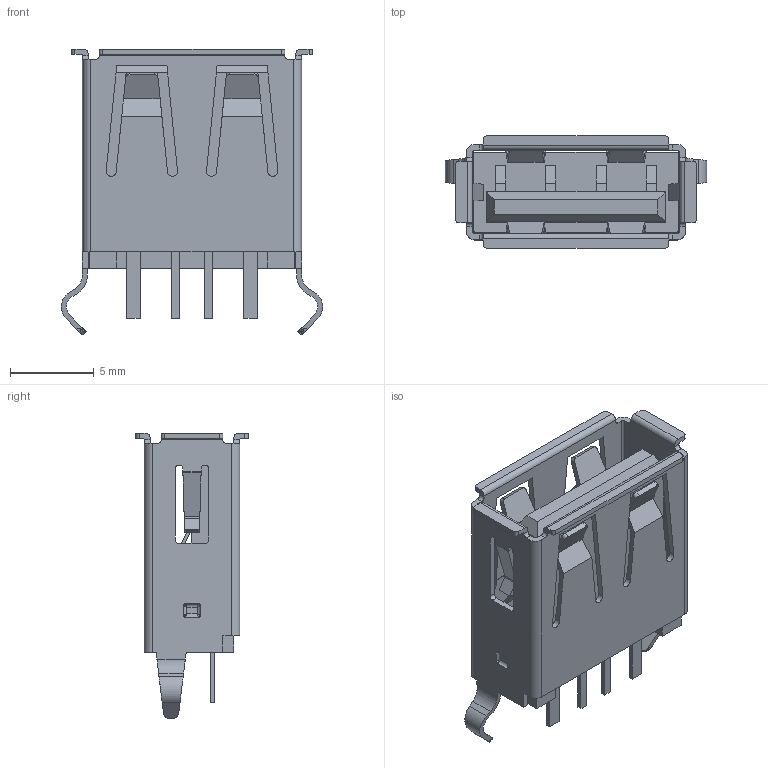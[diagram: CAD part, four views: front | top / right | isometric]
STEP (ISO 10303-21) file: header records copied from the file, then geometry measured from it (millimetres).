
FILE_DESCRIPTION(/* description */ ('STEP AP214'),/* implementation_level */ '2;1');
FILE_NAME(/* name */ '916-252A1022Y10210.step',/* time_stamp */ '2024-11-12T09:48:56+08:00',/* author */ (''),/* organization */ (''),/* preprocessor_version */ 'ST-DEVELOPER v20',/* originating_system */ 'Autodesk Translation Framework v13.20.0.188',/* authorisation */ '');
FILE_SCHEMA (('AUTOMOTIVE_DESIGN { 1 0 10303 214 3 1 1 }'));
Length unit declared in the file: millimetre
Products named in the file (1): USB-A-TH_916-252A1022Y10210
Bounding box: 15.61 x 6.7 x 17.08 mm (x, y, z)
Volume: 472.8 mm3; surface area: 1528.4 mm2
Topology: 23 solids, 23 shells, 661 faces, 1799 edges, 1184 vertices
Faces by surface type: plane 441, bspline 122, cylinder 98
Entity records: 22843 total; most frequent: CARTESIAN_POINT 5782, ORIENTED_EDGE 3582, DIRECTION 3019, EDGE_CURVE 1791, LINE 1355, VECTOR 1355, VERTEX_POINT 1184, AXIS2_PLACEMENT_3D 832
